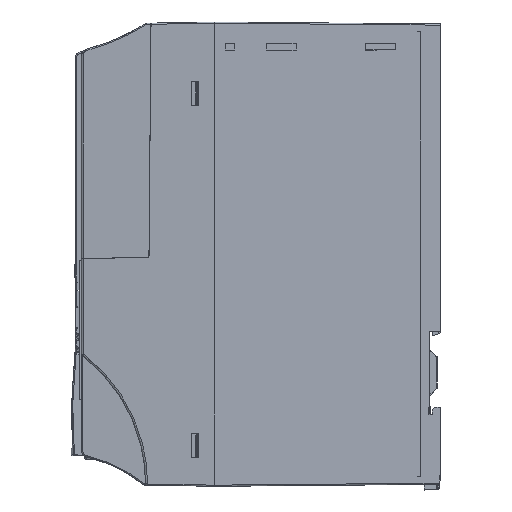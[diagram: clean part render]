
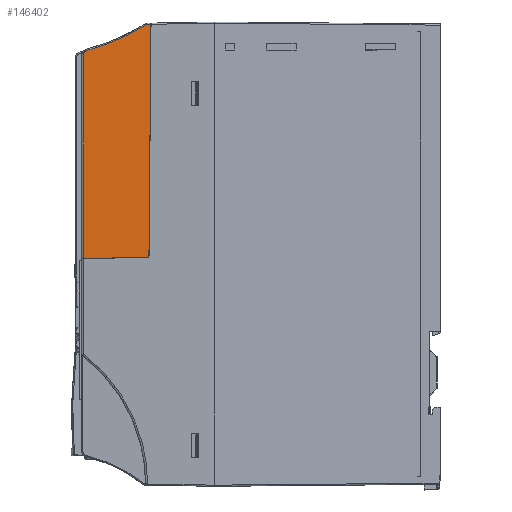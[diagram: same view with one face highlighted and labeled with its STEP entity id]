
A CAD part, left-side view. The second image highlights one B-rep face of the part: STEP entity #146402.
In plain terms, the highlighted planar face has unit normal (-1, 0.018, 0).
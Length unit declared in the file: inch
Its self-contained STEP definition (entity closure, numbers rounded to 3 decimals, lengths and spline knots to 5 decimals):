
#700 = CARTESIAN_POINT ( 'NONE',  ( -1.35748, 1.15528, -0.05405 ) ) ;
#1145 = CARTESIAN_POINT ( 'NONE',  ( -1.35413, 1.34696, 3.77742 ) ) ;
#2638 = VERTEX_POINT ( 'NONE', #100859 ) ;
#4856 = CARTESIAN_POINT ( 'NONE',  ( -1.35808, 1.12097, 3.87777 ) ) ;
#5340 = VECTOR ( 'NONE', #12690, 39.37008 ) ;
#8390 = CARTESIAN_POINT ( 'NONE',  ( -1.33825, 2.25659, -0.11417 ) ) ;
#9958 = DIRECTION ( 'NONE',  ( 0., 0., 1. ) ) ;
#10812 = VECTOR ( 'NONE', #9958, 39.37008 ) ;
#11098 = LINE ( 'NONE', #700, #5340 ) ;
#12690 = DIRECTION ( 'NONE',  ( 0., -0.009, 1. ) ) ;
#13405 = CARTESIAN_POINT ( 'NONE',  ( -1.35808, 1.12097, 3.87777 ) ) ;
#13827 = EDGE_CURVE ( 'NONE', #152834, #2638, #72905, .T. ) ;
#17840 = VERTEX_POINT ( 'NONE', #13405 ) ;
#19695 = VERTEX_POINT ( 'NONE', #29628 ) ;
#21317 = ORIENTED_EDGE ( 'NONE', *, *, #103691, .T. ) ;
#21486 = EDGE_CURVE ( 'NONE', #80582, #31637, #65334, .T. ) ;
#24197 = CARTESIAN_POINT ( 'NONE',  ( -1.3392, 2.20232, 3.4366 ) ) ;
#27699 = EDGE_LOOP ( 'NONE', ( #110288, #142289, #46725, #137269, #21317, #86921 ) ) ;
#29628 = CARTESIAN_POINT ( 'NONE',  ( -1.35686, 1.19083, 3.87655 ) ) ;
#31637 = VERTEX_POINT ( 'NONE', #62453 ) ;
#39147 = DIRECTION ( 'NONE',  ( -0.017, -1., 0. ) ) ;
#40078 = LINE ( 'NONE', #4856, #50752 ) ;
#43469 = AXIS2_PLACEMENT_3D ( 'NONE', #151189, #127173, #39147 ) ;
#46725 = ORIENTED_EDGE ( 'NONE', *, *, #55402, .T. ) ;
#48369 = CARTESIAN_POINT ( 'NONE',  ( -1.35129, 1.50986, 3.69096 ) ) ;
#49156 = CARTESIAN_POINT ( 'NONE',  ( -1.35686, 1.19083, 3.87655 ) ) ;
#50752 = VECTOR ( 'NONE', #112991, 39.37008 ) ;
#51338 = CARTESIAN_POINT ( 'NONE',  ( -1.33901, 2.21311, 3.43384 ) ) ;
#52787 = VECTOR ( 'NONE', #157787, 39.37008 ) ;
#53507 = FACE_OUTER_BOUND ( 'NONE', #27699, .T. ) ;
#55402 = EDGE_CURVE ( 'NONE', #2638, #17840, #11098, .T. ) ;
#61162 = CARTESIAN_POINT ( 'NONE',  ( -1.3392, 2.20232, 3.4366 ) ) ;
#62453 = CARTESIAN_POINT ( 'NONE',  ( -1.33825, 2.25659, 3.39995 ) ) ;
#65334 = B_SPLINE_CURVE_WITH_KNOTS ( 'NONE', 3,
 ( #24197, #51338, #73787, #124226, #109852, #134639 ),
 .UNSPECIFIED., .F., .F.,
 ( 4, 2, 4 ),
 ( 0., 0.5, 1. ),
 .UNSPECIFIED. ) ;
#72131 = CARTESIAN_POINT ( 'NONE',  ( -1.33825, 2.25659, -0.07327 ) ) ;
#72905 = LINE ( 'NONE', #72131, #52787 ) ;
#73787 = CARTESIAN_POINT ( 'NONE',  ( -1.33884, 2.22325, 3.42924 ) ) ;
#75550 = EDGE_CURVE ( 'NONE', #17840, #19695, #40078, .T. ) ;
#76017 = B_SPLINE_CURVE_WITH_KNOTS ( 'NONE', 3,
 ( #49156, #1145, #48369, #98037, #134827, #61162 ),
 .UNSPECIFIED., .F., .F.,
 ( 4, 2, 4 ),
 ( 0., 0.5, 1. ),
 .UNSPECIFIED. ) ;
#80582 = VERTEX_POINT ( 'NONE', #99151 ) ;
#81238 = LINE ( 'NONE', #8390, #10812 ) ;
#86921 = ORIENTED_EDGE ( 'NONE', *, *, #21486, .T. ) ;
#88480 = EDGE_CURVE ( 'NONE', #152834, #31637, #81238, .T. ) ;
#98037 = CARTESIAN_POINT ( 'NONE',  ( -1.34537, 1.84904, 3.54343 ) ) ;
#99151 = CARTESIAN_POINT ( 'NONE',  ( -1.3392, 2.20232, 3.4366 ) ) ;
#100859 = CARTESIAN_POINT ( 'NONE',  ( -1.35748, 1.15528, -0.05405 ) ) ;
#102383 = PLANE ( 'NONE',  #43469 ) ;
#103691 = EDGE_CURVE ( 'NONE', #19695, #80582, #76017, .T. ) ;
#109852 = CARTESIAN_POINT ( 'NONE',  ( -1.33837, 2.24992, 3.40895 ) ) ;
#110288 = ORIENTED_EDGE ( 'NONE', *, *, #88480, .F. ) ;
#112991 = DIRECTION ( 'NONE',  ( 0.017, 1., -0.017 ) ) ;
#124226 = CARTESIAN_POINT ( 'NONE',  ( -1.33851, 2.24192, 3.41661 ) ) ;
#127173 = DIRECTION ( 'NONE',  ( -1., 0.017, 0. ) ) ;
#134162 = CARTESIAN_POINT ( 'NONE',  ( -1.33825, 2.25659, -0.07327 ) ) ;
#134639 = CARTESIAN_POINT ( 'NONE',  ( -1.33825, 2.25659, 3.39995 ) ) ;
#134827 = CARTESIAN_POINT ( 'NONE',  ( -1.34233, 2.02333, 3.48323 ) ) ;
#137269 = ORIENTED_EDGE ( 'NONE', *, *, #75550, .T. ) ;
#142289 = ORIENTED_EDGE ( 'NONE', *, *, #13827, .T. ) ;
#146402 = ADVANCED_FACE ( 'NONE', ( #53507 ), #102383, .T. ) ;
#151189 = CARTESIAN_POINT ( 'NONE',  ( -1.33758, 2.29528, -0.11417 ) ) ;
#152834 = VERTEX_POINT ( 'NONE', #134162 ) ;
#157787 = DIRECTION ( 'NONE',  ( -0.017, -1., 0.017 ) ) ;
